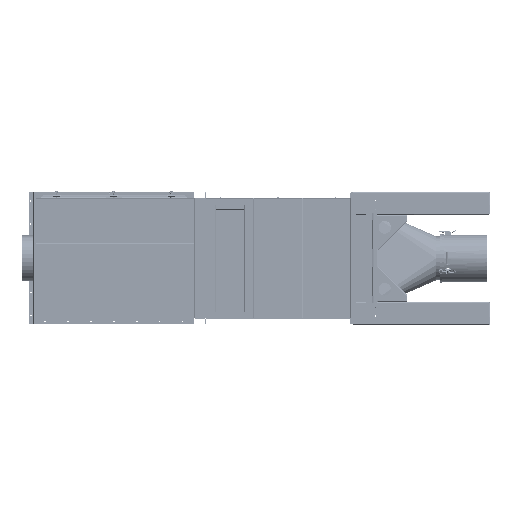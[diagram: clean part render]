
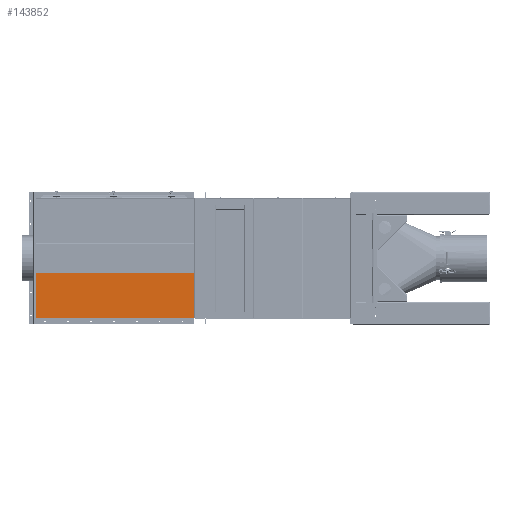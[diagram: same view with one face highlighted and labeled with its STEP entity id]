
A CAD part, left-side view. The second image highlights one B-rep face of the part: STEP entity #143852.
In plain terms, the highlighted planar face has unit normal (-1, 0, 0).
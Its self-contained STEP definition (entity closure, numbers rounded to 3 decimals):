
#981 = VECTOR ( 'NONE', #53626, 1000. ) ;
#4066 = LINE ( 'NONE', #163010, #27794 ) ;
#12582 = CARTESIAN_POINT ( 'NONE',  ( -2., 4.4, -195.6 ) ) ;
#14718 = DIRECTION ( 'NONE',  ( 0., 0., -1. ) ) ;
#16881 = VECTOR ( 'NONE', #84578, 1000. ) ;
#19585 = EDGE_CURVE ( 'NONE', #76263, #65265, #66615, .T. ) ;
#23718 = FACE_OUTER_BOUND ( 'NONE', #124221, .T. ) ;
#26077 = VECTOR ( 'NONE', #14718, 1000. ) ;
#27794 = VECTOR ( 'NONE', #32003, 1000. ) ;
#30109 = CARTESIAN_POINT ( 'NONE',  ( -2., 1395.6, 200. ) ) ;
#32003 = DIRECTION ( 'NONE',  ( 0., -1., 0. ) ) ;
#37707 = ORIENTED_EDGE ( 'NONE', *, *, #156671, .F. ) ;
#40849 = CARTESIAN_POINT ( 'NONE',  ( -2., 1395.6, -195.6 ) ) ;
#41220 = EDGE_CURVE ( 'NONE', #76263, #158328, #4066, .T. ) ;
#47254 = PLANE ( 'NONE',  #121997 ) ;
#53626 = DIRECTION ( 'NONE',  ( 0., 0., -1. ) ) ;
#57673 = CARTESIAN_POINT ( 'NONE',  ( -2., 4.4, -195.6 ) ) ;
#65265 = VERTEX_POINT ( 'NONE', #40849 ) ;
#66615 = LINE ( 'NONE', #30109, #981 ) ;
#72394 = LINE ( 'NONE', #57673, #16881 ) ;
#74948 = DIRECTION ( 'NONE',  ( 0., 0., 1. ) ) ;
#76263 = VERTEX_POINT ( 'NONE', #148554 ) ;
#84578 = DIRECTION ( 'NONE',  ( 0., 1., 0. ) ) ;
#88015 = CARTESIAN_POINT ( 'NONE',  ( -2., 0., 200. ) ) ;
#100548 = EDGE_CURVE ( 'NONE', #158328, #142752, #148420, .T. ) ;
#101503 = ORIENTED_EDGE ( 'NONE', *, *, #100548, .F. ) ;
#107701 = CARTESIAN_POINT ( 'NONE',  ( -2., 4.4, 200. ) ) ;
#110457 = CARTESIAN_POINT ( 'NONE',  ( -2., 4.4, 195.6 ) ) ;
#121997 = AXIS2_PLACEMENT_3D ( 'NONE', #88015, #166994, #74948 ) ;
#124221 = EDGE_LOOP ( 'NONE', ( #136951, #37707, #101503, #146820 ) ) ;
#136951 = ORIENTED_EDGE ( 'NONE', *, *, #19585, .T. ) ;
#142752 = VERTEX_POINT ( 'NONE', #12582 ) ;
#143852 = ADVANCED_FACE ( 'NONE', ( #23718 ), #47254, .T. ) ;
#146820 = ORIENTED_EDGE ( 'NONE', *, *, #41220, .F. ) ;
#148420 = LINE ( 'NONE', #107701, #26077 ) ;
#148554 = CARTESIAN_POINT ( 'NONE',  ( -2., 1395.6, 195.6 ) ) ;
#156671 = EDGE_CURVE ( 'NONE', #142752, #65265, #72394, .T. ) ;
#158328 = VERTEX_POINT ( 'NONE', #110457 ) ;
#163010 = CARTESIAN_POINT ( 'NONE',  ( -2., 1395.6, 195.6 ) ) ;
#166994 = DIRECTION ( 'NONE',  ( -1., 0., 0. ) ) ;
